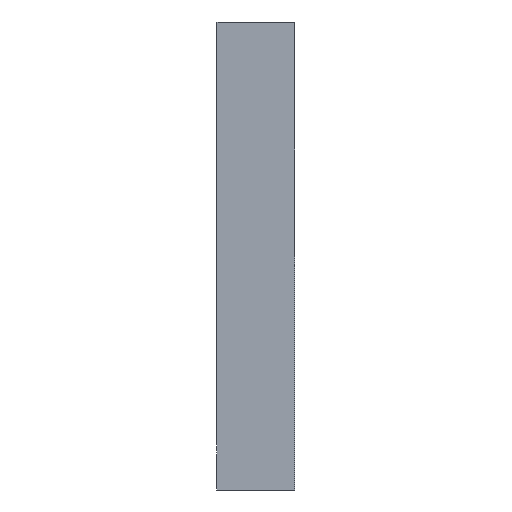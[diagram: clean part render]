
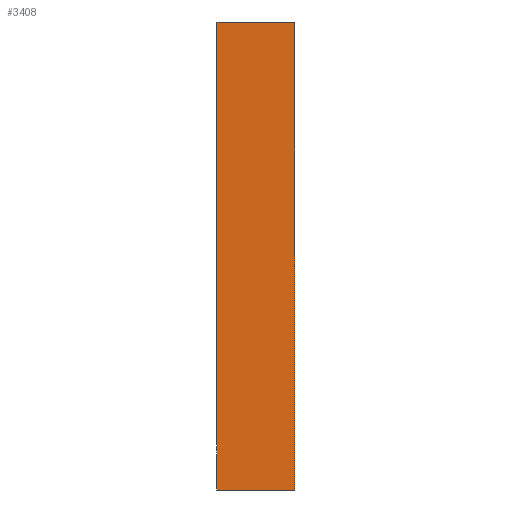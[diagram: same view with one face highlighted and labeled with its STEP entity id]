
A CAD part, left-side view. The second image highlights one B-rep face of the part: STEP entity #3408.
In plain terms, the highlighted planar face has unit normal (-1, 0, 0).
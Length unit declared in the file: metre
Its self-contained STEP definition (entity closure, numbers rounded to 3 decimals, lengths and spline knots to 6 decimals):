
#380=ORIENTED_EDGE('',*,*,#1388,.F.);
#381=ORIENTED_EDGE('',*,*,#1379,.F.);
#382=ORIENTED_EDGE('',*,*,#1262,.T.);
#383=ORIENTED_EDGE('',*,*,#1383,.T.);
#1262=EDGE_CURVE('',#1771,#1774,#2100,.T.);
#1379=EDGE_CURVE('',#1771,#1886,#2189,.T.);
#1383=EDGE_CURVE('',#1774,#1889,#2193,.T.);
#1388=EDGE_CURVE('',#1886,#1889,#2195,.T.);
#1771=VERTEX_POINT('',#4618);
#1774=VERTEX_POINT('',#4623);
#1886=VERTEX_POINT('',#4895);
#1889=VERTEX_POINT('',#4905);
#2100=LINE('',#4624,#2488);
#2189=LINE('',#4898,#2577);
#2193=LINE('',#4906,#2581);
#2195=LINE('',#4919,#2583);
#2488=VECTOR('',#3821,1.);
#2577=VECTOR('',#3934,1.);
#2581=VECTOR('',#3942,1.);
#2583=VECTOR('',#3960,1.);
#2881=EDGE_LOOP('',(#380,#381,#382,#383));
#3091=FACE_BOUND('',#2881,.T.);
#3282=PLANE('',#3627);
#3408=ADVANCED_FACE('',(#3091),#3282,.T.);
#3627=AXIS2_PLACEMENT_3D('',#4918,#3958,#3959);
#3821=DIRECTION('',(0.,0.,1.));
#3934=DIRECTION('',(0.,1.,0.));
#3942=DIRECTION('',(0.,1.,0.));
#3958=DIRECTION('',(-1.,0.,0.));
#3959=DIRECTION('',(0.,0.,1.));
#3960=DIRECTION('',(0.,0.,1.));
#4618=CARTESIAN_POINT('',(-0.083739,-0.022264,-0.00635));
#4623=CARTESIAN_POINT('',(-0.083739,-0.022264,0.03175));
#4624=CARTESIAN_POINT('',(-0.083739,-0.022264,0.00889));
#4895=CARTESIAN_POINT('',(-0.083739,-0.015914,-0.00635));
#4898=CARTESIAN_POINT('',(-0.083739,-0.022264,-0.00635));
#4905=CARTESIAN_POINT('',(-0.083739,-0.015914,0.03175));
#4906=CARTESIAN_POINT('',(-0.083739,-0.022264,0.03175));
#4918=CARTESIAN_POINT('',(-0.083739,-0.022264,0.00889));
#4919=CARTESIAN_POINT('',(-0.083739,-0.015914,0.00889));
